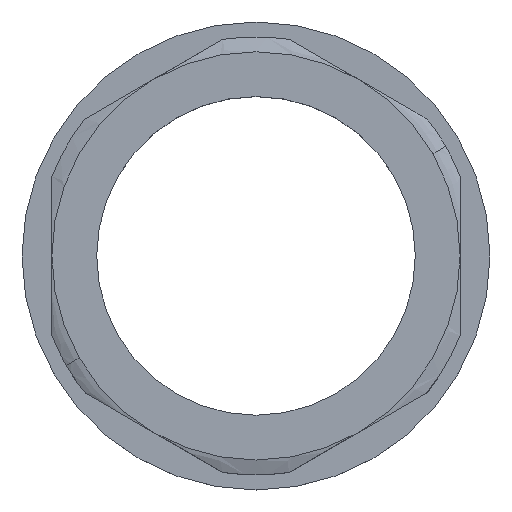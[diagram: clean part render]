
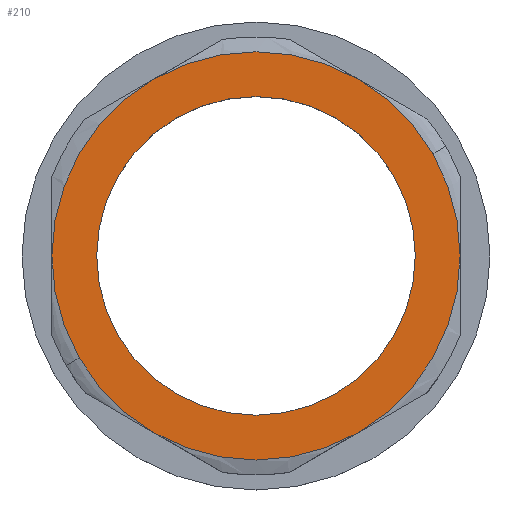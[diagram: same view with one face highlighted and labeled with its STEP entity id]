
A CAD part, top view. The second image highlights one B-rep face of the part: STEP entity #210.
In plain terms, the highlighted planar face has unit normal (0, 0, 1).
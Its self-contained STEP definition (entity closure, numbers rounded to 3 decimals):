
#54=AXIS2_PLACEMENT_3D('Circle Axis2P3D',#52,#53,$) ;
#127=AXIS2_PLACEMENT_3D('Circle Axis2P3D',#125,#126,$) ;
#140=AXIS2_PLACEMENT_3D('Plane Axis2P3D',#137,#138,#139) ;
#144=AXIS2_PLACEMENT_3D('Circle Axis2P3D',#142,#143,$) ;
#151=AXIS2_PLACEMENT_3D('Circle Axis2P3D',#149,#150,$) ;
#158=AXIS2_PLACEMENT_3D('Circle Axis2P3D',#156,#157,$) ;
#165=AXIS2_PLACEMENT_3D('Circle Axis2P3D',#163,#164,$) ;
#172=AXIS2_PLACEMENT_3D('Circle Axis2P3D',#170,#171,$) ;
#179=AXIS2_PLACEMENT_3D('Circle Axis2P3D',#177,#178,$) ;
#194=AXIS2_PLACEMENT_3D('Circle Axis2P3D',#192,#193,$) ;
#203=AXIS2_PLACEMENT_3D('Circle Axis2P3D',#201,#202,$) ;
#49=CARTESIAN_POINT('Vertex',(41.254,33.75,7.)) ;
#52=CARTESIAN_POINT('Axis2P3D Location',(23.5,23.5,7.)) ;
#56=CARTESIAN_POINT('Vertex',(44.,23.5,7.)) ;
#122=CARTESIAN_POINT('Vertex',(33.75,41.254,7.)) ;
#125=CARTESIAN_POINT('Axis2P3D Location',(23.5,23.5,7.)) ;
#137=CARTESIAN_POINT('Axis2P3D Location',(23.5,23.5,7.)) ;
#142=CARTESIAN_POINT('Axis2P3D Location',(23.5,23.5,7.)) ;
#146=CARTESIAN_POINT('Vertex',(33.75,5.746,7.)) ;
#149=CARTESIAN_POINT('Axis2P3D Location',(23.5,23.5,7.)) ;
#153=CARTESIAN_POINT('Vertex',(13.25,41.254,7.)) ;
#156=CARTESIAN_POINT('Axis2P3D Location',(23.5,23.5,7.)) ;
#160=CARTESIAN_POINT('Vertex',(3.,23.5,7.)) ;
#163=CARTESIAN_POINT('Axis2P3D Location',(23.5,23.5,7.)) ;
#167=CARTESIAN_POINT('Vertex',(5.746,13.25,7.)) ;
#170=CARTESIAN_POINT('Axis2P3D Location',(23.5,23.5,7.)) ;
#174=CARTESIAN_POINT('Vertex',(13.25,5.746,7.)) ;
#177=CARTESIAN_POINT('Axis2P3D Location',(23.5,23.5,7.)) ;
#192=CARTESIAN_POINT('Axis2P3D Location',(23.5,23.5,7.)) ;
#196=CARTESIAN_POINT('Vertex',(9.644,15.5,7.)) ;
#198=CARTESIAN_POINT('Vertex',(37.356,31.5,7.)) ;
#201=CARTESIAN_POINT('Axis2P3D Location',(23.5,23.5,7.)) ;
#53=DIRECTION('Axis2P3D Direction',(0.,-0.,1.)) ;
#126=DIRECTION('Axis2P3D Direction',(0.,-0.,1.)) ;
#138=DIRECTION('Axis2P3D Direction',(0.,-0.,1.)) ;
#139=DIRECTION('Axis2P3D XDirection',(0.866,0.5,0.)) ;
#143=DIRECTION('Axis2P3D Direction',(0.,-0.,1.)) ;
#150=DIRECTION('Axis2P3D Direction',(0.,-0.,1.)) ;
#157=DIRECTION('Axis2P3D Direction',(0.,-0.,1.)) ;
#164=DIRECTION('Axis2P3D Direction',(0.,-0.,1.)) ;
#171=DIRECTION('Axis2P3D Direction',(0.,-0.,1.)) ;
#178=DIRECTION('Axis2P3D Direction',(0.,-0.,1.)) ;
#193=DIRECTION('Axis2P3D Direction',(0.,-0.,1.)) ;
#202=DIRECTION('Axis2P3D Direction',(0.,-0.,1.)) ;
#183=ORIENTED_EDGE('',*,*,#148,.T.) ;
#184=ORIENTED_EDGE('',*,*,#58,.T.) ;
#185=ORIENTED_EDGE('',*,*,#129,.T.) ;
#186=ORIENTED_EDGE('',*,*,#155,.T.) ;
#187=ORIENTED_EDGE('',*,*,#162,.T.) ;
#188=ORIENTED_EDGE('',*,*,#169,.T.) ;
#189=ORIENTED_EDGE('',*,*,#176,.T.) ;
#190=ORIENTED_EDGE('',*,*,#181,.T.) ;
#207=ORIENTED_EDGE('',*,*,#200,.F.) ;
#208=ORIENTED_EDGE('',*,*,#205,.F.) ;
#209=FACE_BOUND('',#206,.T.) ;
#210=ADVANCED_FACE('Schnitt-Rotation1',(#191,#209),#141,.T.) ;
#55=CIRCLE('generated circle',#54,20.5) ;
#128=CIRCLE('generated circle',#127,20.5) ;
#145=CIRCLE('generated circle',#144,20.5) ;
#152=CIRCLE('generated circle',#151,20.5) ;
#159=CIRCLE('generated circle',#158,20.5) ;
#166=CIRCLE('generated circle',#165,20.5) ;
#173=CIRCLE('generated circle',#172,20.5) ;
#180=CIRCLE('generated circle',#179,20.5) ;
#195=CIRCLE('generated circle',#194,16.) ;
#204=CIRCLE('generated circle',#203,16.) ;
#58=EDGE_CURVE('',#57,#50,#55,.T.) ;
#129=EDGE_CURVE('',#50,#123,#128,.T.) ;
#148=EDGE_CURVE('',#147,#57,#145,.T.) ;
#155=EDGE_CURVE('',#123,#154,#152,.T.) ;
#162=EDGE_CURVE('',#154,#161,#159,.T.) ;
#169=EDGE_CURVE('',#161,#168,#166,.T.) ;
#176=EDGE_CURVE('',#168,#175,#173,.T.) ;
#181=EDGE_CURVE('',#175,#147,#180,.T.) ;
#200=EDGE_CURVE('',#197,#199,#195,.T.) ;
#205=EDGE_CURVE('',#199,#197,#204,.T.) ;
#182=EDGE_LOOP('',(#183,#184,#185,#186,#187,#188,#189,#190)) ;
#206=EDGE_LOOP('',(#207,#208)) ;
#191=FACE_OUTER_BOUND('',#182,.T.) ;
#141=PLANE('',#140) ;
#50=VERTEX_POINT('',#49) ;
#57=VERTEX_POINT('',#56) ;
#123=VERTEX_POINT('',#122) ;
#147=VERTEX_POINT('',#146) ;
#154=VERTEX_POINT('',#153) ;
#161=VERTEX_POINT('',#160) ;
#168=VERTEX_POINT('',#167) ;
#175=VERTEX_POINT('',#174) ;
#197=VERTEX_POINT('',#196) ;
#199=VERTEX_POINT('',#198) ;
